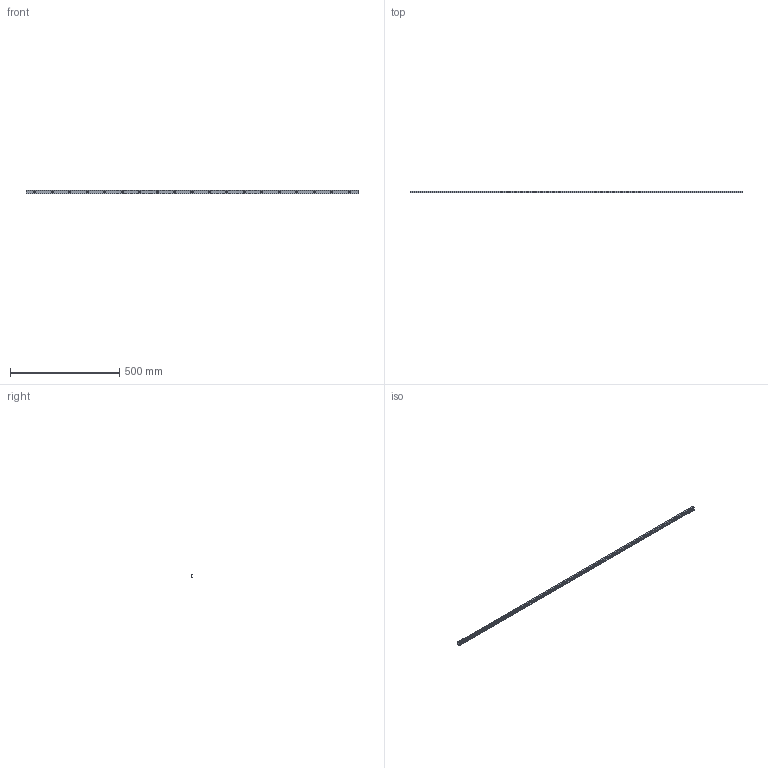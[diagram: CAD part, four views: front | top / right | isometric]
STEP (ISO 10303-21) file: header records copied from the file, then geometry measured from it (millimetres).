
FILE_DESCRIPTION((''),'2;1');
FILE_NAME('LCX 18-1520.C.stp','2016-04-28T08:00:21',('MRathmann'),(''),'Autodesk Inventor 2012','Autodesk Inventor 2012','');
FILE_SCHEMA(('CONFIG_CONTROL_DESIGN'));
Length unit declared in the file: millimetre
Products named in the file (1): LCX 18-1520.C
Bounding box: 1520 x 8.25 x 18 mm (x, y, z)
Volume: 110490.8 mm3; surface area: 96106.3 mm2
Topology: 1 solids, 1 shells, 81 faces, 237 edges, 158 vertices
Faces by surface type: cylinder 49, plane 32
Full cylindrical faces by diameter (mm): 5 x19, 9.5 x19
Entity records: 2299 total; most frequent: DIRECTION 423, CARTESIAN_POINT 363, ORIENTED_EDGE 322, AXIS2_PLACEMENT_3D 180, EDGE_CURVE 161, EDGE_LOOP 157, VERTEX_POINT 120, CIRCLE 98
